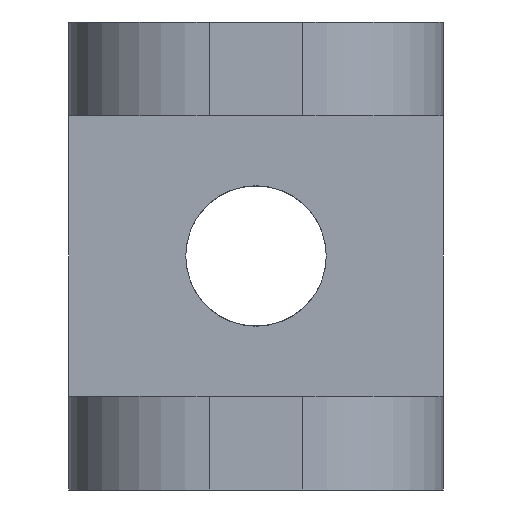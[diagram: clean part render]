
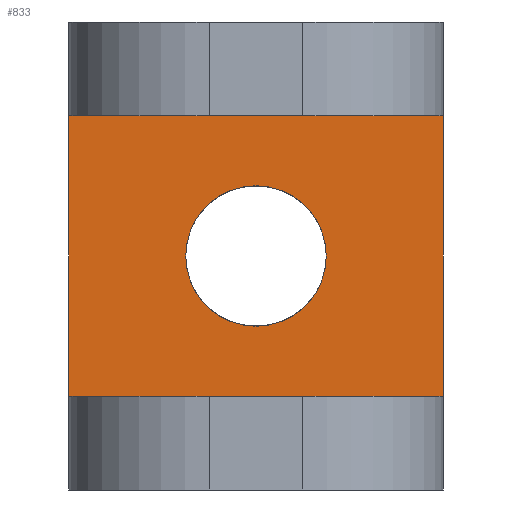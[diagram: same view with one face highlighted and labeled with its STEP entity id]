
A CAD part, left-side view. The second image highlights one B-rep face of the part: STEP entity #833.
In plain terms, the highlighted planar face has unit normal (-1, 0, 0).
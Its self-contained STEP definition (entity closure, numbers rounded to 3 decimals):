
#9=DIRECTION('',(0.,0.,1.));
#10=VECTOR('',#9,6.);
#11=CARTESIAN_POINT('',(-4.,0.,-3.));
#12=LINE('',#11,#10);
#113=DIRECTION('',(0.,1.,0.));
#114=VECTOR('',#113,8.);
#115=CARTESIAN_POINT('',(-4.,0.,3.));
#116=LINE('',#115,#114);
#165=DIRECTION('',(0.,0.,1.));
#166=VECTOR('',#165,6.);
#167=CARTESIAN_POINT('',(-4.,8.,-3.));
#168=LINE('',#167,#166);
#335=DIRECTION('',(0.,1.,0.));
#336=VECTOR('',#335,8.);
#337=CARTESIAN_POINT('',(-4.,0.,-3.));
#338=LINE('',#337,#336);
#339=CARTESIAN_POINT('',(-4.,4.,0.));
#340=DIRECTION('',(1.,0.,0.));
#341=DIRECTION('',(0.,-1.,0.));
#342=AXIS2_PLACEMENT_3D('',#339,#340,#341);
#344=CARTESIAN_POINT('',(-4.,4.,0.));
#345=DIRECTION('',(1.,0.,0.));
#346=DIRECTION('',(0.,1.,0.));
#347=AXIS2_PLACEMENT_3D('',#344,#345,#346);
#361=CARTESIAN_POINT('',(-4.,0.,-3.));
#362=CARTESIAN_POINT('',(-4.,0.,3.));
#363=VERTEX_POINT('',#361);
#364=VERTEX_POINT('',#362);
#365=CARTESIAN_POINT('',(-4.,8.,-3.));
#366=CARTESIAN_POINT('',(-4.,8.,3.));
#367=VERTEX_POINT('',#365);
#368=VERTEX_POINT('',#366);
#369=CARTESIAN_POINT('',(-4.,2.5,0.));
#370=CARTESIAN_POINT('',(-4.,5.5,0.));
#371=VERTEX_POINT('',#369);
#372=VERTEX_POINT('',#370);
#818=CARTESIAN_POINT('',(-4.,0.,-3.));
#819=DIRECTION('',(-1.,0.,0.));
#820=DIRECTION('',(0.,0.,1.));
#821=AXIS2_PLACEMENT_3D('',#818,#819,#820);
#822=PLANE('',#821);
#823=ORIENTED_EDGE('',*,*,#454,.F.);
#824=ORIENTED_EDGE('',*,*,#548,.T.);
#825=ORIENTED_EDGE('',*,*,#661,.T.);
#826=ORIENTED_EDGE('',*,*,#600,.F.);
#827=EDGE_LOOP('',(#823,#824,#825,#826));
#828=FACE_OUTER_BOUND('',#827,.F.);
#829=ORIENTED_EDGE('',*,*,#796,.F.);
#830=ORIENTED_EDGE('',*,*,#812,.F.);
#831=EDGE_LOOP('',(#829,#830));
#832=FACE_BOUND('',#831,.F.);
#833=ADVANCED_FACE('',(#828,#832),#822,.T.);
#343=CIRCLE('',#342,1.5);
#348=CIRCLE('',#347,1.5);
#454=EDGE_CURVE('',#363,#364,#12,.T.);
#548=EDGE_CURVE('',#363,#367,#338,.T.);
#600=EDGE_CURVE('',#364,#368,#116,.T.);
#661=EDGE_CURVE('',#367,#368,#168,.T.);
#796=EDGE_CURVE('',#371,#372,#343,.T.);
#812=EDGE_CURVE('',#372,#371,#348,.T.);
